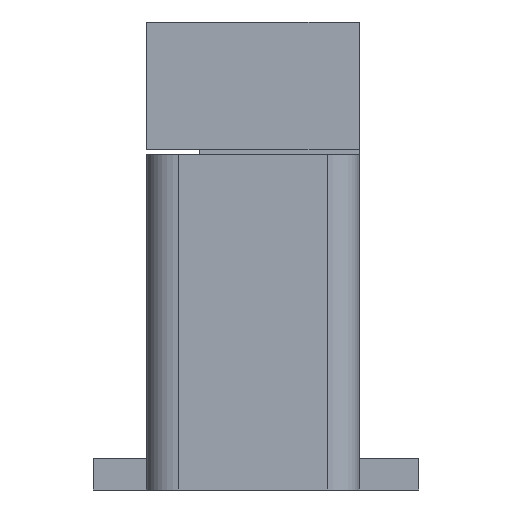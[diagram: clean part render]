
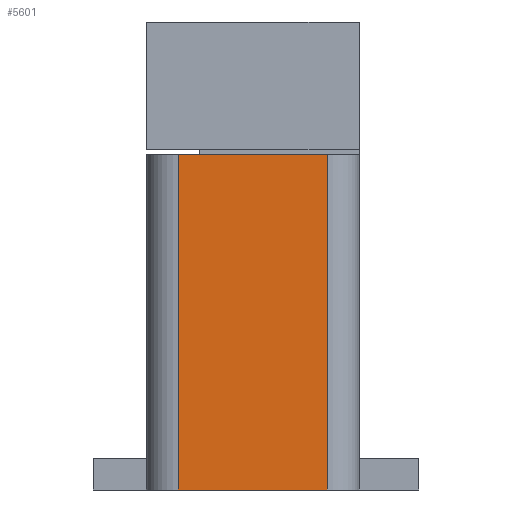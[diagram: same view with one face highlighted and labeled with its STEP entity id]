
A CAD part, left-side view. The second image highlights one B-rep face of the part: STEP entity #5601.
In plain terms, the highlighted planar face has unit normal (-1, 0, 0).
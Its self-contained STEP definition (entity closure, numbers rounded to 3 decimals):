
#278=DIRECTION('',(0.,-1.,0.));
#279=VECTOR('',#278,1.4);
#280=CARTESIAN_POINT('',(-6.25,0.7,-4.4));
#281=LINE('',#280,#279);
#545=DIRECTION('',(0.,1.,0.));
#546=VECTOR('',#545,1.4);
#547=CARTESIAN_POINT('',(-6.25,-0.7,-1.25));
#548=LINE('',#547,#546);
#549=DIRECTION('',(0.,0.,1.));
#550=VECTOR('',#549,3.15);
#551=CARTESIAN_POINT('',(-6.25,-0.7,-4.4));
#552=LINE('',#551,#550);
#553=DIRECTION('',(0.,0.,-1.));
#554=VECTOR('',#553,3.15);
#555=CARTESIAN_POINT('',(-6.25,0.7,-1.25));
#556=LINE('',#555,#554);
#3789=CARTESIAN_POINT('',(-6.25,-0.7,-1.25));
#3791=VERTEX_POINT('',#3789);
#3795=CARTESIAN_POINT('',(-6.25,-0.7,-4.4));
#3796=VERTEX_POINT('',#3795);
#3798=CARTESIAN_POINT('',(-6.25,0.7,-1.25));
#3800=VERTEX_POINT('',#3798);
#3889=CARTESIAN_POINT('',(-6.25,0.7,-4.4));
#3891=VERTEX_POINT('',#3889);
#5589=CARTESIAN_POINT('',(-6.25,-1.,-4.4));
#5590=DIRECTION('',(-1.,0.,0.));
#5591=DIRECTION('',(0.,0.,1.));
#5592=AXIS2_PLACEMENT_3D('',#5589,#5590,#5591);
#5593=PLANE('',#5592);
#5595=ORIENTED_EDGE('',*,*,#5594,.F.);
#5596=ORIENTED_EDGE('',*,*,#5397,.F.);
#5597=ORIENTED_EDGE('',*,*,#5584,.F.);
#5598=ORIENTED_EDGE('',*,*,#5339,.F.);
#5599=EDGE_LOOP('',(#5595,#5596,#5597,#5598));
#5600=FACE_OUTER_BOUND('',#5599,.F.);
#5601=ADVANCED_FACE('',(#5600),#5593,.T.);
#5339=EDGE_CURVE('',#3891,#3796,#281,.T.);
#5397=EDGE_CURVE('',#3791,#3800,#548,.T.);
#5584=EDGE_CURVE('',#3796,#3791,#552,.T.);
#5594=EDGE_CURVE('',#3800,#3891,#556,.T.);
